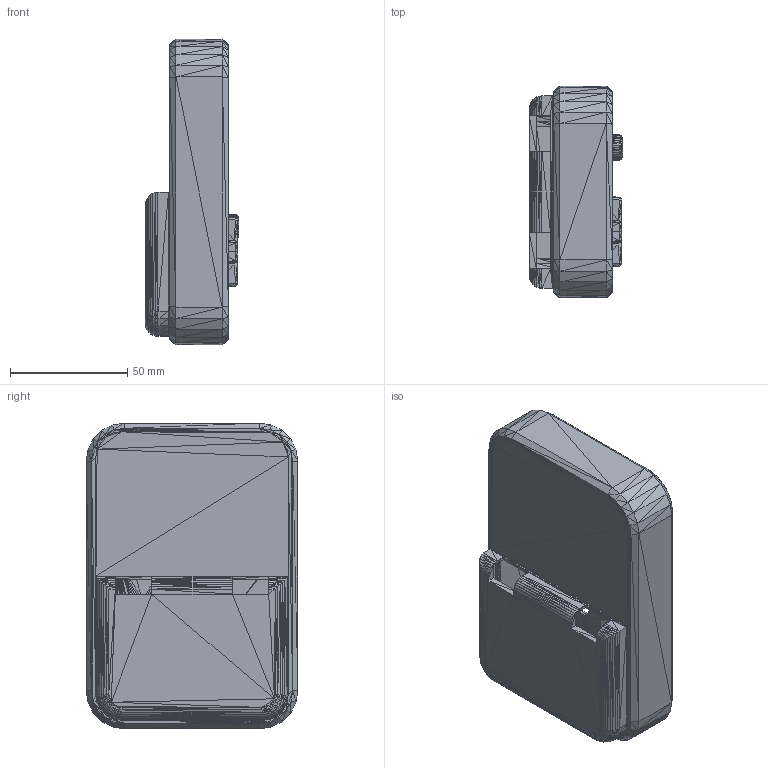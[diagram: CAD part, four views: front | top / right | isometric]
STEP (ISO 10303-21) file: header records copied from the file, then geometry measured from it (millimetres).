
FILE_DESCRIPTION(('FreeCAD Model'),'2;1');
FILE_NAME('Open CASCADE Shape Model','2025-11-08T23:05:36',(''),(''), 'Open CASCADE STEP processor 7.8','FreeCAD','Unknown');
FILE_SCHEMA(('AUTOMOTIVE_DESIGN { 1 0 10303 214 1 1 1 1 }'));
Length unit declared in the file: millimetre
Products named in the file (7): Unnamed; ABXYsc001 (Solid); backplatesc001 (Solid); basesc001 (Solid); bezelsc001 (Solid); body001 (Solid); dpad001 (Solid)
Assembly tree (6 placements, depth 2):
  Unnamed
    ABXYsc001 (Solid)
    backplatesc001 (Solid)
    basesc001 (Solid)
    bezelsc001 (Solid)
    body001 (Solid)
    dpad001 (Solid)
Bounding box: 40.08 x 90.24 x 130.35 mm (x, y, z)
Volume: 69797.4 mm3; surface area: 67080.9 mm2
Topology: 6 solids, 7 shells, 4108 faces, 6165 edges, 2038 vertices
Faces by surface type: plane 4108
Entity records: 80294 total; most frequent: DIRECTION 14395, ORIENTED_EDGE 12324, CARTESIAN_POINT 12318, EDGE_CURVE 6165, LINE 6165, VECTOR 6165, AXIS2_PLACEMENT_3D 4115, ADVANCED_FACE 4108
